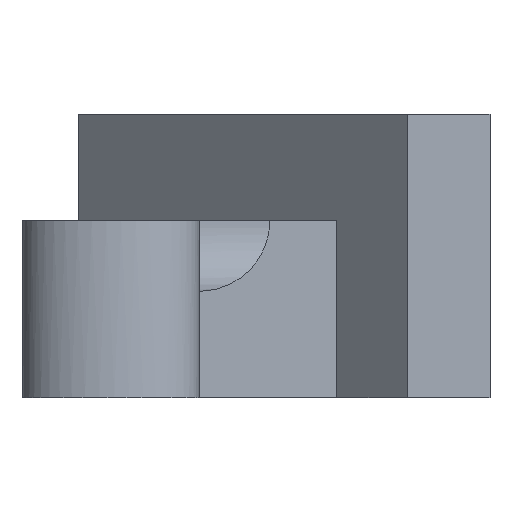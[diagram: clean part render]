
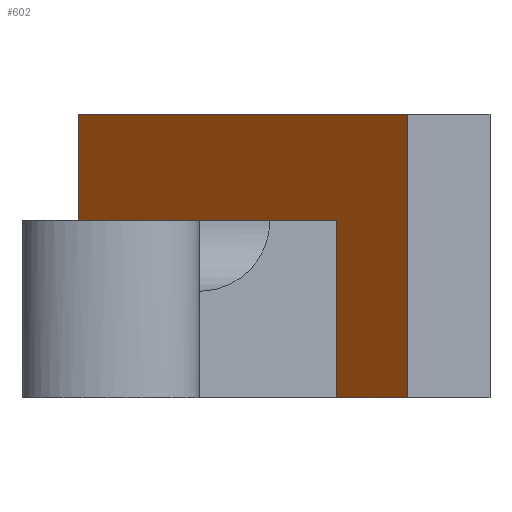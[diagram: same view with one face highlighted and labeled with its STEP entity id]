
A CAD part, left-side view. The second image highlights one B-rep face of the part: STEP entity #602.
In plain terms, the highlighted planar face has unit normal (-0.707, 0.707, 0).
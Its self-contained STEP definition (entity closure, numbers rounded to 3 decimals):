
#43=PLANE('',#657);
#74=FACE_OUTER_BOUND('',#108,.T.);
#108=EDGE_LOOP('',(#500,#501,#502,#503,#504,#505,#506,#507));
#146=LINE('',#890,#212);
#150=LINE('',#897,#216);
#153=LINE('',#903,#219);
#162=LINE('',#927,#228);
#176=LINE('',#960,#242);
#177=LINE('',#963,#243);
#178=LINE('',#964,#244);
#179=LINE('',#965,#245);
#212=VECTOR('',#724,10.);
#216=VECTOR('',#730,10.);
#219=VECTOR('',#735,10.);
#228=VECTOR('',#752,10.);
#242=VECTOR('',#788,10.);
#243=VECTOR('',#791,10.);
#244=VECTOR('',#792,10.);
#245=VECTOR('',#793,10.);
#287=VERTEX_POINT('',#887);
#288=VERTEX_POINT('',#889);
#290=VERTEX_POINT('',#895);
#292=VERTEX_POINT('',#901);
#302=VERTEX_POINT('',#924);
#303=VERTEX_POINT('',#926);
#311=VERTEX_POINT('',#958);
#312=VERTEX_POINT('',#962);
#350=EDGE_CURVE('',#287,#288,#146,.T.);
#354=EDGE_CURVE('',#290,#287,#150,.T.);
#357=EDGE_CURVE('',#292,#290,#153,.T.);
#368=EDGE_CURVE('',#302,#303,#162,.T.);
#384=EDGE_CURVE('',#311,#302,#176,.T.);
#385=EDGE_CURVE('',#312,#292,#177,.T.);
#386=EDGE_CURVE('',#312,#303,#178,.T.);
#387=EDGE_CURVE('',#288,#311,#179,.T.);
#500=ORIENTED_EDGE('',*,*,#350,.F.);
#501=ORIENTED_EDGE('',*,*,#354,.F.);
#502=ORIENTED_EDGE('',*,*,#357,.F.);
#503=ORIENTED_EDGE('',*,*,#385,.F.);
#504=ORIENTED_EDGE('',*,*,#386,.T.);
#505=ORIENTED_EDGE('',*,*,#368,.F.);
#506=ORIENTED_EDGE('',*,*,#384,.F.);
#507=ORIENTED_EDGE('',*,*,#387,.F.);
#602=ADVANCED_FACE('',(#74),#43,.T.);
#657=AXIS2_PLACEMENT_3D('',#961,#789,#790);
#724=DIRECTION('',(0.,0.,-1.));
#730=DIRECTION('',(0.707,0.707,0.));
#735=DIRECTION('',(0.,0.,1.));
#752=DIRECTION('',(-0.707,-0.707,0.));
#788=DIRECTION('',(0.,0.,1.));
#789=DIRECTION('center_axis',(-0.707,0.707,0.));
#790=DIRECTION('ref_axis',(0.707,0.707,0.));
#791=DIRECTION('',(0.707,0.707,0.));
#792=DIRECTION('',(0.,0.,1.));
#793=DIRECTION('',(0.707,0.707,0.));
#887=CARTESIAN_POINT('',(72.849,-0.707,10.));
#889=CARTESIAN_POINT('',(72.849,-0.707,0.));
#890=CARTESIAN_POINT('',(72.849,-0.707,5.));
#895=CARTESIAN_POINT('',(65.778,-7.778,10.));
#897=CARTESIAN_POINT('',(67.963,-5.593,10.));
#901=CARTESIAN_POINT('',(65.778,-7.778,0.));
#903=CARTESIAN_POINT('',(65.778,-7.778,5.));
#924=CARTESIAN_POINT('',(80.38,6.824,16.));
#926=CARTESIAN_POINT('',(61.783,-11.773,16.));
#927=CARTESIAN_POINT('',(61.783,-11.773,16.));
#958=CARTESIAN_POINT('',(80.38,6.824,0.));
#960=CARTESIAN_POINT('',(80.38,6.824,10.));
#961=CARTESIAN_POINT('Origin',(61.783,-11.773,10.));
#962=CARTESIAN_POINT('',(61.783,-11.773,0.));
#963=CARTESIAN_POINT('',(61.783,-11.773,0.));
#964=CARTESIAN_POINT('',(61.783,-11.773,10.));
#965=CARTESIAN_POINT('',(61.783,-11.773,0.));
